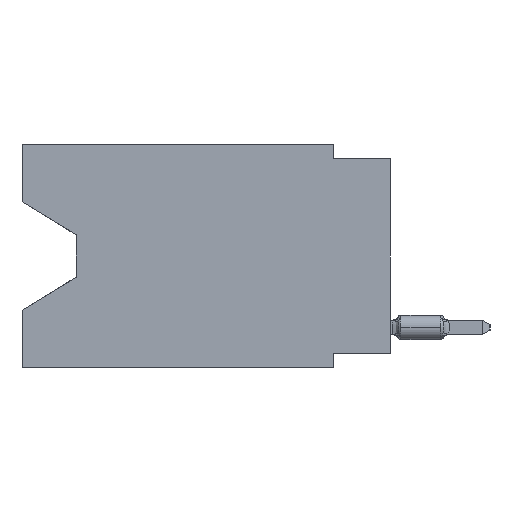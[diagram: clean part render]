
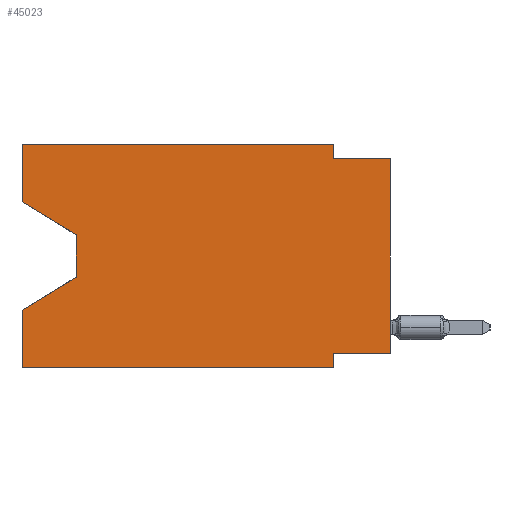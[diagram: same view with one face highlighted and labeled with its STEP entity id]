
A CAD part, left-side view. The second image highlights one B-rep face of the part: STEP entity #45023.
In plain terms, the highlighted planar face has unit normal (-1, 0, 0).
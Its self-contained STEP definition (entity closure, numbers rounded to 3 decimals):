
#375 = CARTESIAN_POINT ( 'NONE',  ( 0., 13.97, -5.893 ) ) ;
#970 = VECTOR ( 'NONE', #61187, 1000. ) ;
#2317 = LINE ( 'NONE', #17706, #62159 ) ;
#2412 = VECTOR ( 'NONE', #9983, 1000. ) ;
#2767 = VERTEX_POINT ( 'NONE', #22580 ) ;
#3692 = DIRECTION ( 'NONE',  ( 1., 0., 0. ) ) ;
#3826 = CARTESIAN_POINT ( 'NONE',  ( 0., 13.97, -4.013 ) ) ;
#4376 = ORIENTED_EDGE ( 'NONE', *, *, #41517, .T. ) ;
#4912 = CARTESIAN_POINT ( 'NONE',  ( 0., 2.54, -0.635 ) ) ;
#5882 = EDGE_CURVE ( 'NONE', #2767, #22303, #2317, .T. ) ;
#7086 = CARTESIAN_POINT ( 'NONE',  ( 0., 16.383, 0. ) ) ;
#8740 = CARTESIAN_POINT ( 'NONE',  ( 0., 0., -0.635 ) ) ;
#9946 = EDGE_CURVE ( 'NONE', #48641, #42509, #56374, .T. ) ;
#9983 = DIRECTION ( 'NONE',  ( 0., -1., 0. ) ) ;
#10378 = CARTESIAN_POINT ( 'NONE',  ( 0., 16.383, 0. ) ) ;
#10396 = DIRECTION ( 'NONE',  ( 0., 0., 1. ) ) ;
#11691 = LINE ( 'NONE', #31281, #54012 ) ;
#12470 = VERTEX_POINT ( 'NONE', #10378 ) ;
#12947 = VERTEX_POINT ( 'NONE', #375 ) ;
#13128 = DIRECTION ( 'NONE',  ( 0., 0., -1. ) ) ;
#13545 = ORIENTED_EDGE ( 'NONE', *, *, #29429, .T. ) ;
#13629 = ORIENTED_EDGE ( 'NONE', *, *, #27267, .F. ) ;
#14109 = DIRECTION ( 'NONE',  ( 0., 0., 1. ) ) ;
#14583 = CARTESIAN_POINT ( 'NONE',  ( 0., 0., 0. ) ) ;
#16098 = CARTESIAN_POINT ( 'NONE',  ( 0., 16.383, -9.906 ) ) ;
#16213 = DIRECTION ( 'NONE',  ( 0., 0.855, -0.519 ) ) ;
#17080 = VECTOR ( 'NONE', #13128, 1000. ) ;
#17706 = CARTESIAN_POINT ( 'NONE',  ( 0., 2.54, 0. ) ) ;
#18124 = DIRECTION ( 'NONE',  ( 0., 0., -1. ) ) ;
#20230 = ORIENTED_EDGE ( 'NONE', *, *, #55255, .F. ) ;
#20689 = VERTEX_POINT ( 'NONE', #57212 ) ;
#21632 = CARTESIAN_POINT ( 'NONE',  ( 0., 0., -9.271 ) ) ;
#21654 = ORIENTED_EDGE ( 'NONE', *, *, #28366, .T. ) ;
#21860 = EDGE_CURVE ( 'NONE', #48641, #26670, #47802, .T. ) ;
#22303 = VERTEX_POINT ( 'NONE', #4912 ) ;
#22580 = CARTESIAN_POINT ( 'NONE',  ( 0., 2.54, 0. ) ) ;
#23164 = VECTOR ( 'NONE', #62407, 1000. ) ;
#23394 = LINE ( 'NONE', #3826, #17080 ) ;
#23854 = LINE ( 'NONE', #31696, #42796 ) ;
#23885 = CARTESIAN_POINT ( 'NONE',  ( 0., 16.383, 0. ) ) ;
#26670 = VERTEX_POINT ( 'NONE', #36508 ) ;
#27146 = CARTESIAN_POINT ( 'NONE',  ( 0., 16.383, 0. ) ) ;
#27267 = EDGE_CURVE ( 'NONE', #57696, #20689, #58523, .T. ) ;
#27838 = ORIENTED_EDGE ( 'NONE', *, *, #55349, .F. ) ;
#28214 = DIRECTION ( 'NONE',  ( 0., -1., 0. ) ) ;
#28366 = EDGE_CURVE ( 'NONE', #12947, #42509, #59568, .T. ) ;
#28834 = CARTESIAN_POINT ( 'NONE',  ( 0., 16.383, -2.546 ) ) ;
#28938 = LINE ( 'NONE', #8740, #2412 ) ;
#29429 = EDGE_CURVE ( 'NONE', #29887, #12947, #23394, .T. ) ;
#29554 = VECTOR ( 'NONE', #41778, 1000. ) ;
#29887 = VERTEX_POINT ( 'NONE', #52757 ) ;
#31281 = CARTESIAN_POINT ( 'NONE',  ( 0., 16.383, -2.546 ) ) ;
#31696 = CARTESIAN_POINT ( 'NONE',  ( 0., 2.54, -9.906 ) ) ;
#34548 = VECTOR ( 'NONE', #16213, 1000. ) ;
#35683 = ORIENTED_EDGE ( 'NONE', *, *, #5882, .F. ) ;
#36508 = CARTESIAN_POINT ( 'NONE',  ( 0., 2.54, -9.906 ) ) ;
#37906 = CARTESIAN_POINT ( 'NONE',  ( 0., 16.383, 0. ) ) ;
#39020 = LINE ( 'NONE', #14583, #50019 ) ;
#39043 = VERTEX_POINT ( 'NONE', #46675 ) ;
#39915 = AXIS2_PLACEMENT_3D ( 'NONE', #23885, #3692, #18124 ) ;
#40100 = VECTOR ( 'NONE', #28214, 1000. ) ;
#40936 = ORIENTED_EDGE ( 'NONE', *, *, #21860, .T. ) ;
#41517 = EDGE_CURVE ( 'NONE', #50530, #29887, #11691, .T. ) ;
#41778 = DIRECTION ( 'NONE',  ( 0., -1., 0. ) ) ;
#42509 = VERTEX_POINT ( 'NONE', #53870 ) ;
#42787 = EDGE_CURVE ( 'NONE', #20689, #26670, #23854, .T. ) ;
#42796 = VECTOR ( 'NONE', #58222, 1000. ) ;
#43772 = CARTESIAN_POINT ( 'NONE',  ( 0., 0., -9.271 ) ) ;
#44973 = VECTOR ( 'NONE', #14109, 1000. ) ;
#45023 = ADVANCED_FACE ( 'NONE', ( #52806 ), #47669, .F. ) ;
#46675 = CARTESIAN_POINT ( 'NONE',  ( 0., 0., -0.635 ) ) ;
#46888 = LINE ( 'NONE', #7086, #29554 ) ;
#46998 = DIRECTION ( 'NONE',  ( 0., -0.855, -0.519 ) ) ;
#47669 = PLANE ( 'NONE',  #39915 ) ;
#47802 = LINE ( 'NONE', #61944, #40100 ) ;
#48641 = VERTEX_POINT ( 'NONE', #16098 ) ;
#48671 = ORIENTED_EDGE ( 'NONE', *, *, #9946, .F. ) ;
#50019 = VECTOR ( 'NONE', #10396, 1000. ) ;
#50249 = CARTESIAN_POINT ( 'NONE',  ( 0., 13.97, -5.893 ) ) ;
#50530 = VERTEX_POINT ( 'NONE', #28834 ) ;
#51753 = DIRECTION ( 'NONE',  ( 0., 0., -1. ) ) ;
#52757 = CARTESIAN_POINT ( 'NONE',  ( 0., 13.97, -4.013 ) ) ;
#52806 = FACE_OUTER_BOUND ( 'NONE', #54628, .T. ) ;
#53870 = CARTESIAN_POINT ( 'NONE',  ( 0., 16.383, -7.36 ) ) ;
#54012 = VECTOR ( 'NONE', #46998, 1000. ) ;
#54628 = EDGE_LOOP ( 'NONE', ( #4376, #13545, #21654, #48671, #40936, #59326, #13629, #60934, #62391, #35683, #20230, #27838 ) ) ;
#55255 = EDGE_CURVE ( 'NONE', #12470, #2767, #46888, .T. ) ;
#55349 = EDGE_CURVE ( 'NONE', #50530, #12470, #57797, .T. ) ;
#56374 = LINE ( 'NONE', #27146, #970 ) ;
#56433 = EDGE_CURVE ( 'NONE', #57696, #39043, #39020, .T. ) ;
#57212 = CARTESIAN_POINT ( 'NONE',  ( 0., 2.54, -9.271 ) ) ;
#57696 = VERTEX_POINT ( 'NONE', #21632 ) ;
#57797 = LINE ( 'NONE', #37906, #44973 ) ;
#58222 = DIRECTION ( 'NONE',  ( 0., 0., -1. ) ) ;
#58523 = LINE ( 'NONE', #43772, #23164 ) ;
#59326 = ORIENTED_EDGE ( 'NONE', *, *, #42787, .F. ) ;
#59568 = LINE ( 'NONE', #50249, #34548 ) ;
#60934 = ORIENTED_EDGE ( 'NONE', *, *, #56433, .T. ) ;
#61187 = DIRECTION ( 'NONE',  ( 0., 0., 1. ) ) ;
#61944 = CARTESIAN_POINT ( 'NONE',  ( 0., 16.383, -9.906 ) ) ;
#62159 = VECTOR ( 'NONE', #51753, 1000. ) ;
#62391 = ORIENTED_EDGE ( 'NONE', *, *, #62710, .F. ) ;
#62407 = DIRECTION ( 'NONE',  ( 0., 1., 0. ) ) ;
#62710 = EDGE_CURVE ( 'NONE', #22303, #39043, #28938, .T. ) ;
